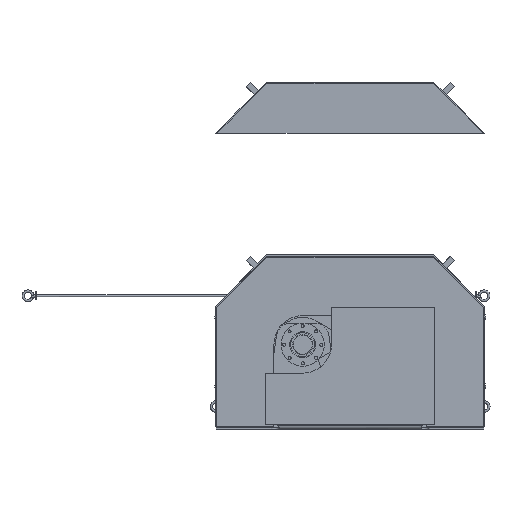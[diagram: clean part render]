
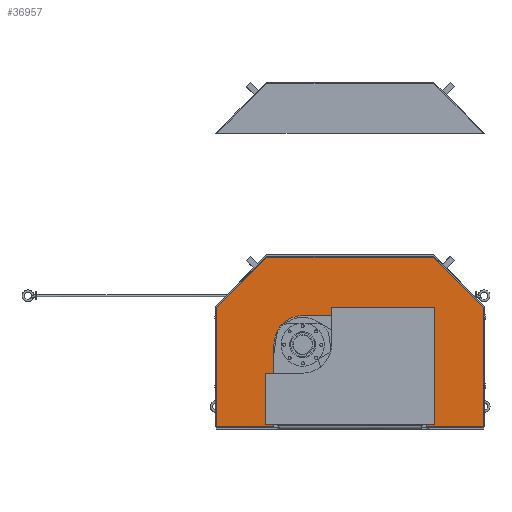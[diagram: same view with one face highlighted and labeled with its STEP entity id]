
A CAD part, left-side view. The second image highlights one B-rep face of the part: STEP entity #36957.
In plain terms, the highlighted face is planar.
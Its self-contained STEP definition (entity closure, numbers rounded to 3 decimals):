
#15689=CIRCLE('',#35648,100.);
#15690=CIRCLE('',#35649,100.);
#17518=ORIENTED_EDGE('',*,*,#23015,.F.);
#17519=ORIENTED_EDGE('',*,*,#23013,.F.);
#17520=ORIENTED_EDGE('',*,*,#23010,.F.);
#17521=ORIENTED_EDGE('',*,*,#23007,.F.);
#17522=ORIENTED_EDGE('',*,*,#23028,.F.);
#17523=ORIENTED_EDGE('',*,*,#23029,.F.);
#17524=ORIENTED_EDGE('',*,*,#23025,.F.);
#17525=ORIENTED_EDGE('',*,*,#23030,.F.);
#17526=ORIENTED_EDGE('',*,*,#23031,.F.);
#17527=ORIENTED_EDGE('',*,*,#23032,.F.);
#17528=ORIENTED_EDGE('',*,*,#23033,.F.);
#17529=ORIENTED_EDGE('',*,*,#23034,.F.);
#19514=VECTOR('',#26767,1.);
#19517=VECTOR('',#26772,1.);
#19520=VECTOR('',#26777,1.);
#19522=VECTOR('',#26781,1.);
#19530=VECTOR('',#26797,1.);
#19533=VECTOR('',#26802,1.);
#19534=VECTOR('',#26803,1.);
#19535=VECTOR('',#26804,1.);
#19536=VECTOR('',#26807,1.);
#19537=VECTOR('',#26810,1.);
#20681=LINE('',#32612,#19514);
#20684=LINE('',#32618,#19517);
#20687=LINE('',#32624,#19520);
#20689=LINE('',#32629,#19522);
#20697=LINE('',#32650,#19530);
#20700=LINE('',#32655,#19533);
#20701=LINE('',#32656,#19534);
#20702=LINE('',#32658,#19535);
#20703=LINE('',#32662,#19536);
#20704=LINE('',#32665,#19537);
#21725=VERTEX_POINT('',#32606);
#21727=VERTEX_POINT('',#32610);
#21729=VERTEX_POINT('',#32615);
#21731=VERTEX_POINT('',#32621);
#21733=VERTEX_POINT('',#32628);
#21741=VERTEX_POINT('',#32648);
#21742=VERTEX_POINT('',#32649);
#21743=VERTEX_POINT('',#32654);
#21744=VERTEX_POINT('',#32657);
#21745=VERTEX_POINT('',#32659);
#21746=VERTEX_POINT('',#32661);
#21747=VERTEX_POINT('',#32663);
#23007=EDGE_CURVE('',#21727,#21725,#20681,.T.);
#23010=EDGE_CURVE('',#21725,#21729,#20684,.T.);
#23013=EDGE_CURVE('',#21729,#21731,#20687,.T.);
#23015=EDGE_CURVE('',#21731,#21733,#20689,.T.);
#23025=EDGE_CURVE('',#21741,#21742,#20697,.T.);
#23028=EDGE_CURVE('',#21743,#21727,#20700,.T.);
#23029=EDGE_CURVE('',#21742,#21743,#20701,.T.);
#23030=EDGE_CURVE('',#21744,#21741,#20702,.T.);
#23031=EDGE_CURVE('',#21745,#21744,#15689,.T.);
#23032=EDGE_CURVE('',#21746,#21745,#20703,.T.);
#23033=EDGE_CURVE('',#21747,#21746,#15690,.T.);
#23034=EDGE_CURVE('',#21733,#21747,#20704,.T.);
#24041=EDGE_LOOP('',(#17518,#17519,#17520,#17521,#17522,#17523,#17524,#17525,
#17526,#17527,#17528,#17529));
#24836=FACE_BOUND('',#24041,.T.);
#26767=DIRECTION('',(580.,0.,0.));
#26772=DIRECTION('',(175.,-175.,0.));
#26777=DIRECTION('',(0.,-414.,0.));
#26781=DIRECTION('',(-200.,0.,0.));
#26797=DIRECTION('',(-200.,0.,0.));
#26800=DIRECTION('',(0.,0.,1.));
#26801=DIRECTION('',(0.,-1.,0.));
#26802=DIRECTION('',(175.,175.,0.));
#26803=DIRECTION('',(0.,414.,0.));
#26804=DIRECTION('',(0.,-285.,0.));
#26805=DIRECTION('',(0.,0.,1.));
#26806=DIRECTION('',(0.,-100.,0.));
#26807=DIRECTION('',(-330.,0.,0.));
#26808=DIRECTION('',(0.,0.,1.));
#26809=DIRECTION('',(0.,-100.,0.));
#26810=DIRECTION('',(0.,285.,0.));
#32606=CARTESIAN_POINT('',(-769.493,589.,3.));
#32610=CARTESIAN_POINT('',(-1349.493,589.,3.));
#32612=CARTESIAN_POINT('',(-1349.493,589.,3.));
#32615=CARTESIAN_POINT('',(-594.493,414.,3.));
#32618=CARTESIAN_POINT('',(-769.493,589.,3.));
#32621=CARTESIAN_POINT('',(-594.493,0.,3.));
#32624=CARTESIAN_POINT('',(-594.493,414.,3.));
#32628=CARTESIAN_POINT('',(-794.493,0.,3.));
#32629=CARTESIAN_POINT('',(-594.493,0.,3.));
#32648=CARTESIAN_POINT('',(-1324.493,0.,3.));
#32649=CARTESIAN_POINT('',(-1524.493,0.,3.));
#32650=CARTESIAN_POINT('',(-1324.493,0.,3.));
#32653=CARTESIAN_POINT('',(0.,0.,3.));
#32654=CARTESIAN_POINT('',(-1524.493,414.,3.));
#32655=CARTESIAN_POINT('',(-1524.493,414.,3.));
#32656=CARTESIAN_POINT('',(-1524.493,0.,3.));
#32657=CARTESIAN_POINT('',(-1324.493,285.,3.));
#32658=CARTESIAN_POINT('',(-1324.493,285.,3.));
#32659=CARTESIAN_POINT('',(-1224.493,385.,3.));
#32660=CARTESIAN_POINT('',(-1224.493,285.,3.));
#32661=CARTESIAN_POINT('',(-894.493,385.,3.));
#32662=CARTESIAN_POINT('',(-894.493,385.,3.));
#32663=CARTESIAN_POINT('',(-794.493,285.,3.));
#32664=CARTESIAN_POINT('',(-894.493,285.,3.));
#32665=CARTESIAN_POINT('',(-794.493,0.,3.));
#35647=AXIS2_PLACEMENT_3D('',#32653,#26800,#26801);
#35648=AXIS2_PLACEMENT_3D('',#32660,#26805,#26806);
#35649=AXIS2_PLACEMENT_3D('',#32664,#26808,#26809);
#36416=PLANE('',#35647);
#36957=ADVANCED_FACE('',(#24836),#36416,.T.);
